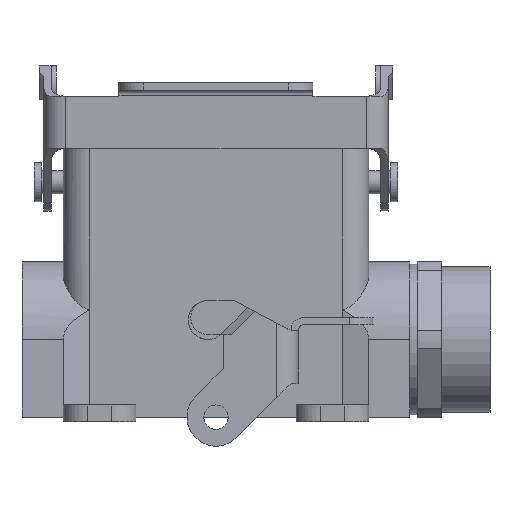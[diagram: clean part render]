
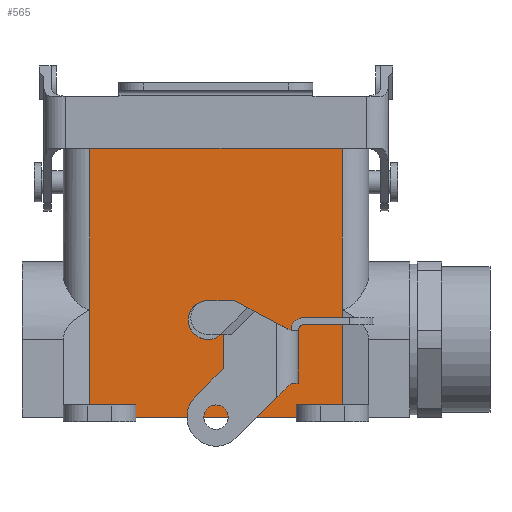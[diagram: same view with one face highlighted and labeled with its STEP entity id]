
A CAD part, front view. The second image highlights one B-rep face of the part: STEP entity #565.
In plain terms, the highlighted planar face has unit normal (0, -1, 0).
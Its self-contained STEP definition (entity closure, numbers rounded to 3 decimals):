
#565 = ADVANCED_FACE( '', ( #1165 ), #1166, .T. );
#1165 = FACE_OUTER_BOUND( '', #1767, .T. );
#1166 = PLANE( '', #1768 );
#1767 = EDGE_LOOP( '', ( #3326, #3327, #3328, #3329, #3330, #3331, #3332, #3333, #3334, #3335 ) );
#1768 = AXIS2_PLACEMENT_3D( '', #3336, #3337, #3338 );
#3326 = ORIENTED_EDGE( '', *, *, #3600, .T. );
#3327 = ORIENTED_EDGE( '', *, *, #3802, .F. );
#3328 = ORIENTED_EDGE( '', *, *, #3648, .T. );
#3329 = ORIENTED_EDGE( '', *, *, #3929, .F. );
#3330 = ORIENTED_EDGE( '', *, *, #4016, .F. );
#3331 = ORIENTED_EDGE( '', *, *, #3884, .T. );
#3332 = ORIENTED_EDGE( '', *, *, #3751, .F. );
#3333 = ORIENTED_EDGE( '', *, *, #3956, .F. );
#3334 = ORIENTED_EDGE( '', *, *, #3911, .F. );
#3335 = ORIENTED_EDGE( '', *, *, #3979, .T. );
#3336 = CARTESIAN_POINT( '', ( -26., -14.75, 56. ) );
#3337 = DIRECTION( '', ( 0., -1., 0. ) );
#3338 = DIRECTION( '', ( 0., 0., 1. ) );
#3600 = EDGE_CURVE( '', #4366, #4364, #4367, .T. );
#3648 = EDGE_CURVE( '', #4446, #4444, #4447, .T. );
#3751 = EDGE_CURVE( '', #4429, #4601, #4602, .T. );
#3802 = EDGE_CURVE( '', #4446, #4364, #4676, .T. );
#3884 = EDGE_CURVE( '', #4791, #4601, #4792, .T. );
#3911 = EDGE_CURVE( '', #4824, #4826, #4827, .T. );
#3929 = EDGE_CURVE( '', #4849, #4444, #4851, .T. );
#3956 = EDGE_CURVE( '', #4826, #4429, #4885, .T. );
#3979 = EDGE_CURVE( '', #4824, #4366, #4908, .T. );
#4016 = EDGE_CURVE( '', #4791, #4849, #4947, .T. );
#4364 = VERTEX_POINT( '', #5476 );
#4366 = VERTEX_POINT( '', #5479 );
#4367 = LINE( '', #5480, #5481 );
#4429 = VERTEX_POINT( '', #5556 );
#4444 = VERTEX_POINT( '', #5596 );
#4446 = VERTEX_POINT( '', #5599 );
#4447 = LINE( '', #5600, #5601 );
#4601 = VERTEX_POINT( '', #5808 );
#4602 = LINE( '', #5809, #5810 );
#4676 = LINE( '', #5907, #5908 );
#4791 = VERTEX_POINT( '', #6087 );
#4792 = LINE( '', #6088, #6089 );
#4824 = VERTEX_POINT( '', #6133 );
#4826 = VERTEX_POINT( '', #6135 );
#4827 = LINE( '', #6136, #6137 );
#4849 = VERTEX_POINT( '', #6167 );
#4851 = LINE( '', #6170, #6171 );
#4885 = LINE( '', #6217, #6218 );
#4908 = LINE( '', #6269, #6270 );
#4947 = LINE( '', #6322, #6323 );
#5476 = CARTESIAN_POINT( '', ( -26., -14.75, 2.5 ) );
#5479 = CARTESIAN_POINT( '', ( -26., -14.75, 22.2 ) );
#5480 = CARTESIAN_POINT( '', ( -26., -14.75, 70.654 ) );
#5481 = VECTOR( '', #6580, 1000. );
#5556 = CARTESIAN_POINT( '', ( 26., -14.75, 22.2 ) );
#5596 = CARTESIAN_POINT( '', ( -16.5, -14.75, 0. ) );
#5599 = CARTESIAN_POINT( '', ( -16.5, -14.75, 2.5 ) );
#5600 = CARTESIAN_POINT( '', ( -16.5, -14.75, 56. ) );
#5601 = VECTOR( '', #6653, 1000. );
#5808 = CARTESIAN_POINT( '', ( 26., -14.75, 2.5 ) );
#5809 = CARTESIAN_POINT( '', ( 26., -14.75, 70.654 ) );
#5810 = VECTOR( '', #6773, 1000. );
#5907 = CARTESIAN_POINT( '', ( -26., -14.75, 2.5 ) );
#5908 = VECTOR( '', #6839, 1000. );
#6087 = CARTESIAN_POINT( '', ( 16.5, -14.75, 2.5 ) );
#6088 = CARTESIAN_POINT( '', ( 26., -14.75, 2.5 ) );
#6089 = VECTOR( '', #6937, 1000. );
#6133 = CARTESIAN_POINT( '', ( -26., -14.75, 56. ) );
#6135 = CARTESIAN_POINT( '', ( 26., -14.75, 56. ) );
#6136 = CARTESIAN_POINT( '', ( -26., -14.75, 56. ) );
#6137 = VECTOR( '', #6965, 1000. );
#6167 = CARTESIAN_POINT( '', ( 16.5, -14.75, 0. ) );
#6170 = CARTESIAN_POINT( '', ( 0., -14.75, 0. ) );
#6171 = VECTOR( '', #6987, 1000. );
#6217 = CARTESIAN_POINT( '', ( 26., -14.75, 56. ) );
#6218 = VECTOR( '', #7015, 1000. );
#6269 = CARTESIAN_POINT( '', ( -26., -14.75, 56. ) );
#6270 = VECTOR( '', #7023, 1000. );
#6322 = CARTESIAN_POINT( '', ( 16.5, -14.75, 56. ) );
#6323 = VECTOR( '', #7046, 1000. );
#6580 = DIRECTION( '', ( 0., 0., -1. ) );
#6653 = DIRECTION( '', ( 0., 0., -1. ) );
#6773 = DIRECTION( '', ( 0., 0., -1. ) );
#6839 = DIRECTION( '', ( -1., 0., 0. ) );
#6937 = DIRECTION( '', ( 1., 0., 0. ) );
#6965 = DIRECTION( '', ( 1., 0., 0. ) );
#6987 = DIRECTION( '', ( -1., 0., 0. ) );
#7015 = DIRECTION( '', ( 0., 0., -1. ) );
#7023 = DIRECTION( '', ( 0., 0., -1. ) );
#7046 = DIRECTION( '', ( 0., 0., -1. ) );
